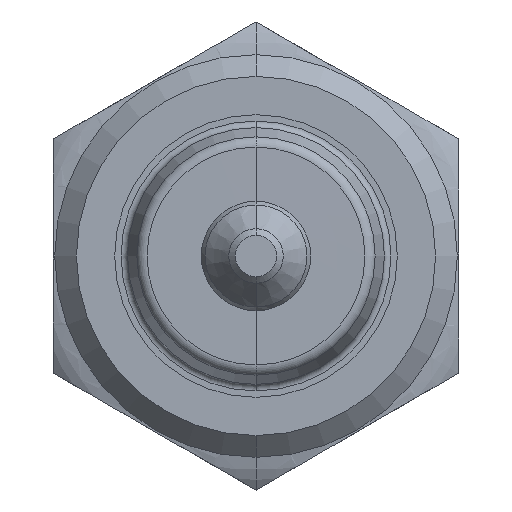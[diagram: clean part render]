
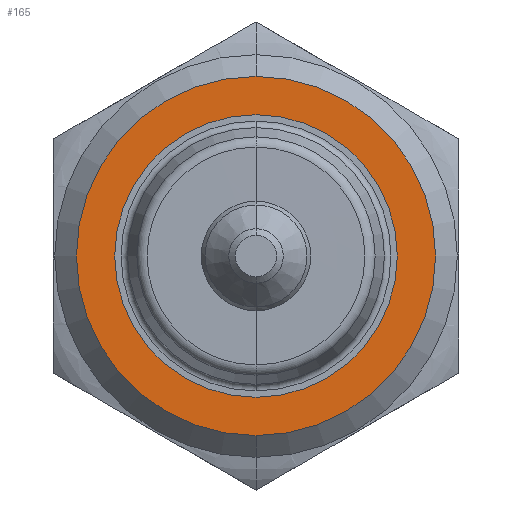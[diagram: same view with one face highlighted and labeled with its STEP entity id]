
A CAD part, left-side view. The second image highlights one B-rep face of the part: STEP entity #165.
In plain terms, the highlighted planar face has unit normal (-1, 0, 0).
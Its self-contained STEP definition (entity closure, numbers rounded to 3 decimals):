
#13 = ORIENTED_EDGE ( 'NONE', *, *, #1332, .T. ) ;
#16 = DIRECTION ( 'NONE',  ( -1., 0., 0. ) ) ;
#29 = EDGE_CURVE ( 'NONE', #953, #34, #320, .T. ) ;
#34 = VERTEX_POINT ( 'NONE', #970 ) ;
#38 = DIRECTION ( 'NONE',  ( 0., 0., -1. ) ) ;
#115 = CIRCLE ( 'NONE', #636, 6.62 ) ;
#122 = EDGE_LOOP ( 'NONE', ( #13, #465 ) ) ;
#148 = DIRECTION ( 'NONE',  ( 0., 0., 1. ) ) ;
#165 = ADVANCED_FACE ( 'NONE', ( #1324, #244 ), #1174, .F. ) ;
#185 = AXIS2_PLACEMENT_3D ( 'NONE', #591, #721, #1545 ) ;
#194 = CARTESIAN_POINT ( 'NONE',  ( 19.679, 0., 8.415 ) ) ;
#208 = CARTESIAN_POINT ( 'NONE',  ( 19.679, 8.415, 0. ) ) ;
#244 = FACE_OUTER_BOUND ( 'NONE', #122, .T. ) ;
#320 = CIRCLE ( 'NONE', #2086, 6.62 ) ;
#465 = ORIENTED_EDGE ( 'NONE', *, *, #1626, .T. ) ;
#591 = CARTESIAN_POINT ( 'NONE',  ( 19.679, 0., 0. ) ) ;
#621 = VERTEX_POINT ( 'NONE', #1669 ) ;
#632 = AXIS2_PLACEMENT_3D ( 'NONE', #881, #1383, #1352 ) ;
#636 = AXIS2_PLACEMENT_3D ( 'NONE', #1724, #1394, #1884 ) ;
#698 = DIRECTION ( 'NONE',  ( 1., 0., 0. ) ) ;
#721 = DIRECTION ( 'NONE',  ( -1., 0., 0. ) ) ;
#864 = EDGE_LOOP ( 'NONE', ( #1297, #1565 ) ) ;
#881 = CARTESIAN_POINT ( 'NONE',  ( 19.679, 0., 0. ) ) ;
#953 = VERTEX_POINT ( 'NONE', #1641 ) ;
#970 = CARTESIAN_POINT ( 'NONE',  ( 19.679, 0., -6.62 ) ) ;
#995 = CARTESIAN_POINT ( 'NONE',  ( 19.679, 0., 0. ) ) ;
#1012 = CIRCLE ( 'NONE', #632, 8.415 ) ;
#1174 = PLANE ( 'NONE',  #1609 ) ;
#1272 = VERTEX_POINT ( 'NONE', #194 ) ;
#1297 = ORIENTED_EDGE ( 'NONE', *, *, #29, .F. ) ;
#1324 = FACE_BOUND ( 'NONE', #864, .T. ) ;
#1332 = EDGE_CURVE ( 'NONE', #621, #1272, #2100, .T. ) ;
#1352 = DIRECTION ( 'NONE',  ( 0., 0., 1. ) ) ;
#1383 = DIRECTION ( 'NONE',  ( -1., 0., 0. ) ) ;
#1394 = DIRECTION ( 'NONE',  ( -1., 0., 0. ) ) ;
#1545 = DIRECTION ( 'NONE',  ( 0., 0., 1. ) ) ;
#1565 = ORIENTED_EDGE ( 'NONE', *, *, #1887, .F. ) ;
#1609 = AXIS2_PLACEMENT_3D ( 'NONE', #208, #698, #38 ) ;
#1626 = EDGE_CURVE ( 'NONE', #1272, #621, #1012, .T. ) ;
#1641 = CARTESIAN_POINT ( 'NONE',  ( 19.679, 0., 6.62 ) ) ;
#1669 = CARTESIAN_POINT ( 'NONE',  ( 19.679, 0., -8.415 ) ) ;
#1724 = CARTESIAN_POINT ( 'NONE',  ( 19.679, 0., 0. ) ) ;
#1884 = DIRECTION ( 'NONE',  ( 0., 0., 1. ) ) ;
#1887 = EDGE_CURVE ( 'NONE', #34, #953, #115, .T. ) ;
#2086 = AXIS2_PLACEMENT_3D ( 'NONE', #995, #16, #148 ) ;
#2100 = CIRCLE ( 'NONE', #185, 8.415 ) ;
